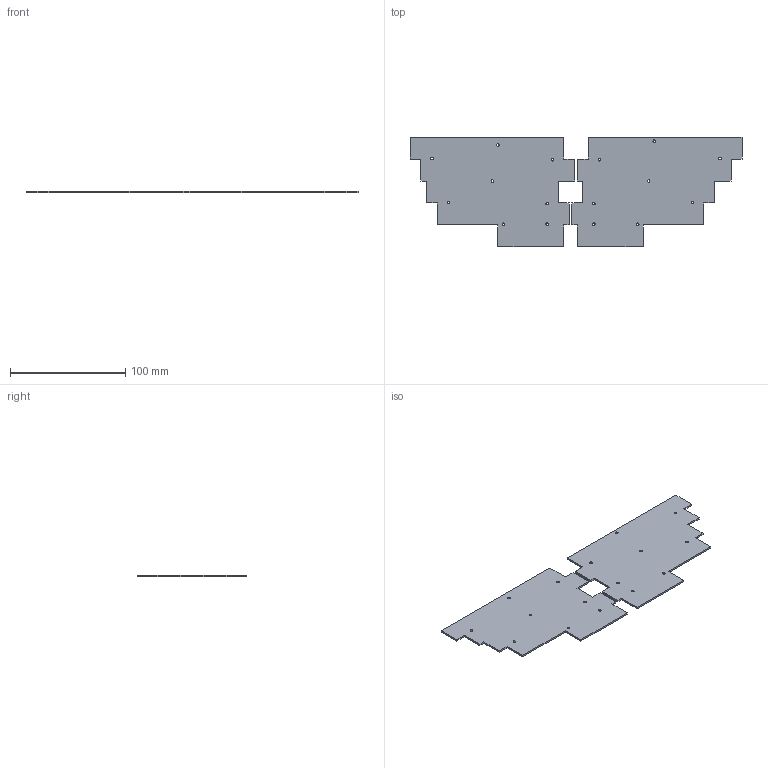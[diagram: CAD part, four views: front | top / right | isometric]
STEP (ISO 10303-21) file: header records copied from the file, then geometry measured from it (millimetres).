
FILE_DESCRIPTION(('KiCad electronic assembly'),'2;1');
FILE_NAME('bottom.step','2025-10-29T16:03:00',('Pcbnew'),('Kicad'), 'Open CASCADE STEP processor 7.6','KiCad to STEP converter','Unknown' );
FILE_SCHEMA(('AUTOMOTIVE_DESIGN { 1 0 10303 214 1 1 1 1 }'));
Length unit declared in the file: millimetre
Products named in the file (3): bottom 1; bottom_PCB_1; bottom_PCB_2
Assembly tree (2 placements, depth 2):
  bottom 1
    bottom_PCB_1
    bottom_PCB_2
Bounding box: 288.13 x 95.25 x 1.51 mm (x, y, z)
Volume: 31691 mm3; surface area: 43637.6 mm2
Topology: 2 solids, 2 shells, 60 faces, 168 edges, 112 vertices
Faces by surface type: plane 44, cylinder 16
Full cylindrical faces by diameter (mm): 2.2 x16
Entity records: 2049 total; most frequent: CARTESIAN_POINT 343, ORIENTED_EDGE 336, DIRECTION 326, EDGE_CURVE 168, LINE 136, VECTOR 136, VERTEX_POINT 112, AXIS2_PLACEMENT_3D 95
